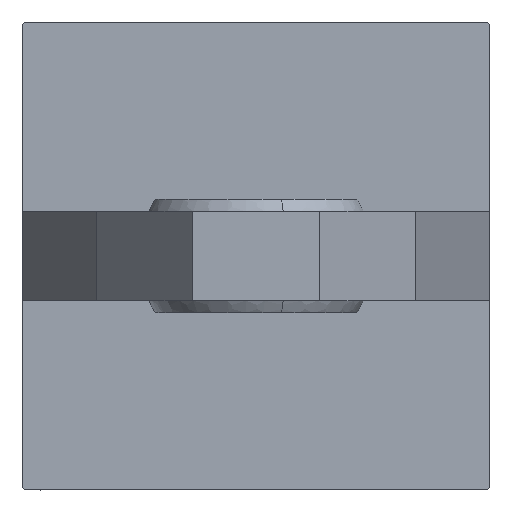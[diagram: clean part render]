
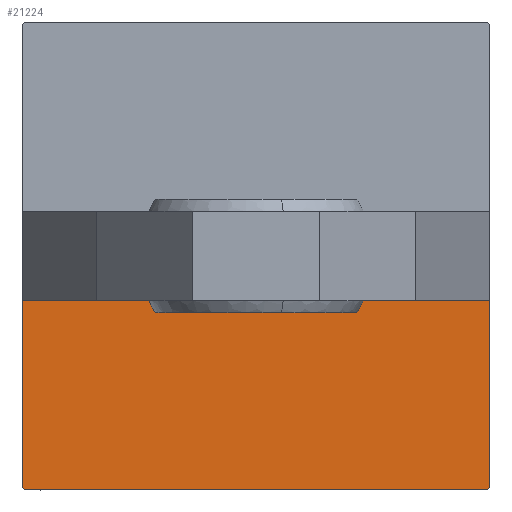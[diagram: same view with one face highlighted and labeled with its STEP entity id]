
A CAD part, left-side view. The second image highlights one B-rep face of the part: STEP entity #21224.
In plain terms, the highlighted planar face has unit normal (-1, 0, 0).
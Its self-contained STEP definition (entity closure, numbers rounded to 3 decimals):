
#335 = ORIENTED_EDGE ( 'NONE', *, *, #29588, .F. ) ;
#693 = CARTESIAN_POINT ( 'NONE',  ( 0., -57.25, 57.25 ) ) ;
#2989 = DIRECTION ( 'NONE',  ( 0., -1., 0. ) ) ;
#3031 = ORIENTED_EDGE ( 'NONE', *, *, #14831, .T. ) ;
#3244 = CARTESIAN_POINT ( 'NONE',  ( 0., 57.5, -57.5 ) ) ;
#4107 = VERTEX_POINT ( 'NONE', #16307 ) ;
#4692 = CARTESIAN_POINT ( 'NONE',  ( 0., -11., 57.5 ) ) ;
#4806 = EDGE_LOOP ( 'NONE', ( #44740, #49443, #3031, #15091, #335, #32072 ) ) ;
#4941 = DIRECTION ( 'NONE',  ( 0., 0., -1. ) ) ;
#5536 = CARTESIAN_POINT ( 'NONE',  ( 0., -57., -57.5 ) ) ;
#6077 = VERTEX_POINT ( 'NONE', #45813 ) ;
#6237 = VECTOR ( 'NONE', #2989, 1000. ) ;
#6316 = EDGE_CURVE ( 'NONE', #39111, #30683, #40865, .T. ) ;
#6524 = DIRECTION ( 'NONE',  ( -1., 0., 0. ) ) ;
#6829 = VECTOR ( 'NONE', #15388, 1000. ) ;
#7371 = LINE ( 'NONE', #3244, #6237 ) ;
#9642 = CARTESIAN_POINT ( 'NONE',  ( 0., 0., 0. ) ) ;
#12022 = CARTESIAN_POINT ( 'NONE',  ( 0., 57.5, 57.5 ) ) ;
#12066 = CARTESIAN_POINT ( 'NONE',  ( 0., -57.25, -57.25 ) ) ;
#13107 = LINE ( 'NONE', #693, #32430 ) ;
#14831 = EDGE_CURVE ( 'NONE', #30683, #42497, #7371, .T. ) ;
#15091 = ORIENTED_EDGE ( 'NONE', *, *, #30632, .T. ) ;
#15388 = DIRECTION ( 'NONE',  ( 0., -1., 0. ) ) ;
#16307 = CARTESIAN_POINT ( 'NONE',  ( 0., -57., 57.5 ) ) ;
#16640 = VERTEX_POINT ( 'NONE', #17564 ) ;
#17564 = CARTESIAN_POINT ( 'NONE',  ( 0., -57.5, 57. ) ) ;
#19556 = LINE ( 'NONE', #12066, #49536 ) ;
#20069 = DIRECTION ( 'NONE',  ( 0., -0.707, 0.707 ) ) ;
#21224 = ADVANCED_FACE ( 'NONE', ( #45300 ), #34169, .T. ) ;
#23700 = CARTESIAN_POINT ( 'NONE',  ( 0., -11., -57.5 ) ) ;
#24520 = LINE ( 'NONE', #28883, #34632 ) ;
#28732 = AXIS2_PLACEMENT_3D ( 'NONE', #9642, #6524, #30034 ) ;
#28883 = CARTESIAN_POINT ( 'NONE',  ( 0., -57.5, 57.5 ) ) ;
#29588 = EDGE_CURVE ( 'NONE', #16640, #6077, #24520, .T. ) ;
#30034 = DIRECTION ( 'NONE',  ( 0., 0., 1. ) ) ;
#30632 = EDGE_CURVE ( 'NONE', #42497, #6077, #19556, .T. ) ;
#30683 = VERTEX_POINT ( 'NONE', #23700 ) ;
#32072 = ORIENTED_EDGE ( 'NONE', *, *, #38793, .T. ) ;
#32430 = VECTOR ( 'NONE', #36607, 1000. ) ;
#34169 = PLANE ( 'NONE',  #28732 ) ;
#34632 = VECTOR ( 'NONE', #48284, 1000. ) ;
#36607 = DIRECTION ( 'NONE',  ( 0., 0.707, 0.707 ) ) ;
#38256 = VECTOR ( 'NONE', #4941, 1000. ) ;
#38793 = EDGE_CURVE ( 'NONE', #16640, #4107, #13107, .T. ) ;
#38945 = EDGE_CURVE ( 'NONE', #39111, #4107, #50544, .T. ) ;
#39111 = VERTEX_POINT ( 'NONE', #48953 ) ;
#40865 = LINE ( 'NONE', #4692, #38256 ) ;
#42497 = VERTEX_POINT ( 'NONE', #5536 ) ;
#44740 = ORIENTED_EDGE ( 'NONE', *, *, #38945, .F. ) ;
#45300 = FACE_OUTER_BOUND ( 'NONE', #4806, .T. ) ;
#45813 = CARTESIAN_POINT ( 'NONE',  ( 0., -57.5, -57. ) ) ;
#48284 = DIRECTION ( 'NONE',  ( 0., 0., -1. ) ) ;
#48953 = CARTESIAN_POINT ( 'NONE',  ( 0., -11., 57.5 ) ) ;
#49443 = ORIENTED_EDGE ( 'NONE', *, *, #6316, .T. ) ;
#49536 = VECTOR ( 'NONE', #20069, 1000. ) ;
#50544 = LINE ( 'NONE', #12022, #6829 ) ;
